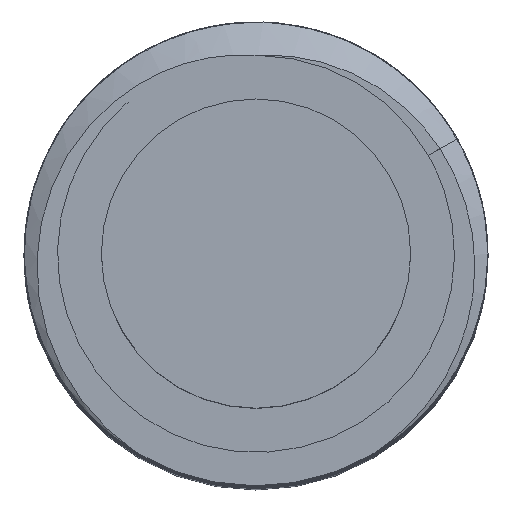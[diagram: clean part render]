
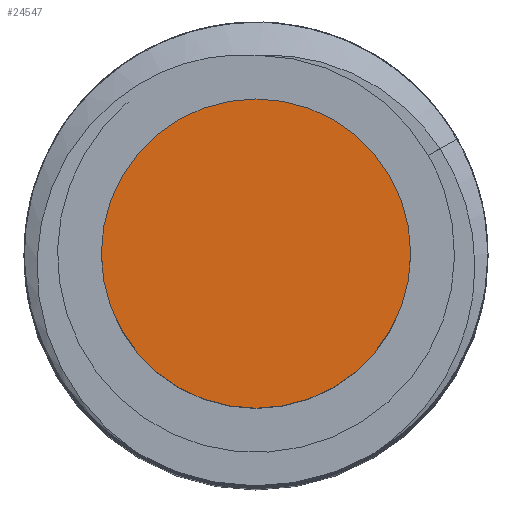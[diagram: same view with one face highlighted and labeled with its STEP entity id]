
A CAD part, top view. The second image highlights one B-rep face of the part: STEP entity #24547.
In plain terms, the highlighted planar face has unit normal (0, 0, 1).
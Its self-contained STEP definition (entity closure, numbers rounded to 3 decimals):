
#5061=CARTESIAN_POINT('',(0.,0.,13.5));
#5062=DIRECTION('',(0.,0.,1.));
#5063=DIRECTION('',(1.,0.,0.));
#5064=AXIS2_PLACEMENT_3D('',#5061,#5062,#5063);
#5066=CARTESIAN_POINT('',(0.,0.,13.5));
#5067=DIRECTION('',(0.,0.,1.));
#5068=DIRECTION('',(-1.,0.,0.));
#5069=AXIS2_PLACEMENT_3D('',#5066,#5067,#5068);
#5857=CARTESIAN_POINT('',(1.,0.,13.5));
#5858=CARTESIAN_POINT('',(-1.,0.,13.5));
#5859=VERTEX_POINT('',#5857);
#5860=VERTEX_POINT('',#5858);
#24538=CARTESIAN_POINT('',(0.,0.,13.5));
#24539=DIRECTION('',(0.,0.,1.));
#24540=DIRECTION('',(1.,0.,0.));
#24541=AXIS2_PLACEMENT_3D('',#24538,#24539,#24540);
#24542=PLANE('',#24541);
#24543=ORIENTED_EDGE('',*,*,#24518,.F.);
#24544=ORIENTED_EDGE('',*,*,#24532,.F.);
#24545=EDGE_LOOP('',(#24543,#24544));
#24546=FACE_OUTER_BOUND('',#24545,.F.);
#5065=CIRCLE('',#5064,1.);
#5070=CIRCLE('',#5069,1.);
#24518=EDGE_CURVE('',#5859,#5860,#5065,.T.);
#24532=EDGE_CURVE('',#5860,#5859,#5070,.T.);
#24547=ADVANCED_FACE('',(#24546),#24542,.T.);
